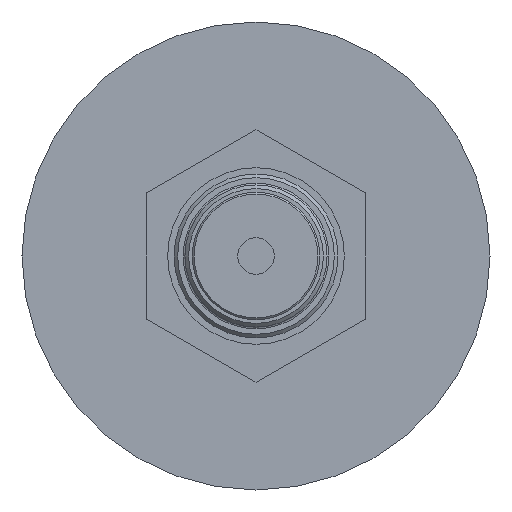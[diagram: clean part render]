
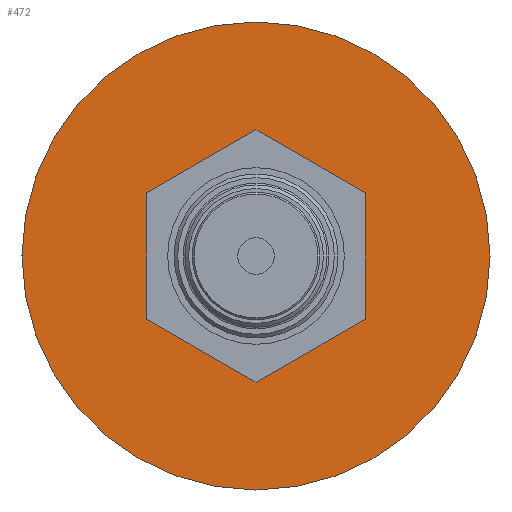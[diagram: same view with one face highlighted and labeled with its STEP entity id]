
A CAD part, left-side view. The second image highlights one B-rep face of the part: STEP entity #472.
In plain terms, the highlighted planar face has unit normal (-1, 0, 0).
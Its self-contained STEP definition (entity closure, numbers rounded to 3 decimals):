
#20=LINE('',#781,#38);
#24=LINE('',#790,#42);
#27=LINE('',#796,#45);
#30=LINE('',#802,#48);
#33=LINE('',#808,#51);
#36=LINE('',#814,#54);
#38=VECTOR('',#656,1000.);
#42=VECTOR('',#662,1000.);
#45=VECTOR('',#667,1000.);
#48=VECTOR('',#672,1000.);
#51=VECTOR('',#677,1000.);
#54=VECTOR('',#682,1000.);
#82=PLANE('',#551);
#170=ORIENTED_EDGE('',*,*,#209,.T.);
#171=ORIENTED_EDGE('',*,*,#212,.T.);
#172=ORIENTED_EDGE('',*,*,#215,.T.);
#173=ORIENTED_EDGE('',*,*,#218,.T.);
#174=ORIENTED_EDGE('',*,*,#202,.T.);
#175=ORIENTED_EDGE('',*,*,#206,.T.);
#176=ORIENTED_EDGE('',*,*,#223,.T.);
#202=EDGE_CURVE('',#249,#250,#20,.T.);
#206=EDGE_CURVE('',#250,#253,#24,.T.);
#209=EDGE_CURVE('',#253,#255,#27,.T.);
#212=EDGE_CURVE('',#255,#257,#30,.T.);
#215=EDGE_CURVE('',#257,#259,#33,.T.);
#218=EDGE_CURVE('',#259,#249,#36,.T.);
#223=EDGE_CURVE('',#264,#264,#293,.T.);
#249=VERTEX_POINT('',#782);
#250=VERTEX_POINT('',#783);
#253=VERTEX_POINT('',#791);
#255=VERTEX_POINT('',#797);
#257=VERTEX_POINT('',#803);
#259=VERTEX_POINT('',#809);
#264=VERTEX_POINT('',#828);
#293=CIRCLE('',#550,12.85);
#358=EDGE_LOOP('',(#170,#171,#172,#173,#174,#175));
#359=EDGE_LOOP('',(#176));
#424=FACE_BOUND('',#358,.T.);
#425=FACE_BOUND('',#359,.T.);
#472=ADVANCED_FACE('',(#424,#425),#82,.F.);
#550=AXIS2_PLACEMENT_3D('',#827,#700,#701);
#551=AXIS2_PLACEMENT_3D('',#829,#702,#703);
#656=DIRECTION('',(0.,-0.866,0.5));
#662=DIRECTION('',(0.,-0.866,-0.5));
#667=DIRECTION('',(0.,0.,-1.));
#672=DIRECTION('',(0.,0.866,-0.5));
#677=DIRECTION('',(0.,0.866,0.5));
#682=DIRECTION('',(0.,0.,1.));
#700=DIRECTION('',(-1.,0.,0.));
#701=DIRECTION('',(0.,-1.,0.));
#702=DIRECTION('',(1.,0.,0.));
#703=DIRECTION('',(0.,1.,0.));
#781=CARTESIAN_POINT('',(8.8,6.,3.464));
#782=CARTESIAN_POINT('',(8.8,6.,3.464));
#783=CARTESIAN_POINT('',(8.8,0.,6.928));
#790=CARTESIAN_POINT('',(8.8,0.,6.928));
#791=CARTESIAN_POINT('',(8.8,-6.,3.464));
#796=CARTESIAN_POINT('',(8.8,-6.,3.464));
#797=CARTESIAN_POINT('',(8.8,-6.,-3.464));
#802=CARTESIAN_POINT('',(8.8,-6.,-3.464));
#803=CARTESIAN_POINT('',(8.8,0.,-6.928));
#808=CARTESIAN_POINT('',(8.8,0.,-6.928));
#809=CARTESIAN_POINT('',(8.8,6.,-3.464));
#814=CARTESIAN_POINT('',(8.8,6.,-3.464));
#827=CARTESIAN_POINT('',(8.8,0.,0.));
#828=CARTESIAN_POINT('',(8.8,-12.85,0.));
#829=CARTESIAN_POINT('',(8.8,-12.85,0.));
